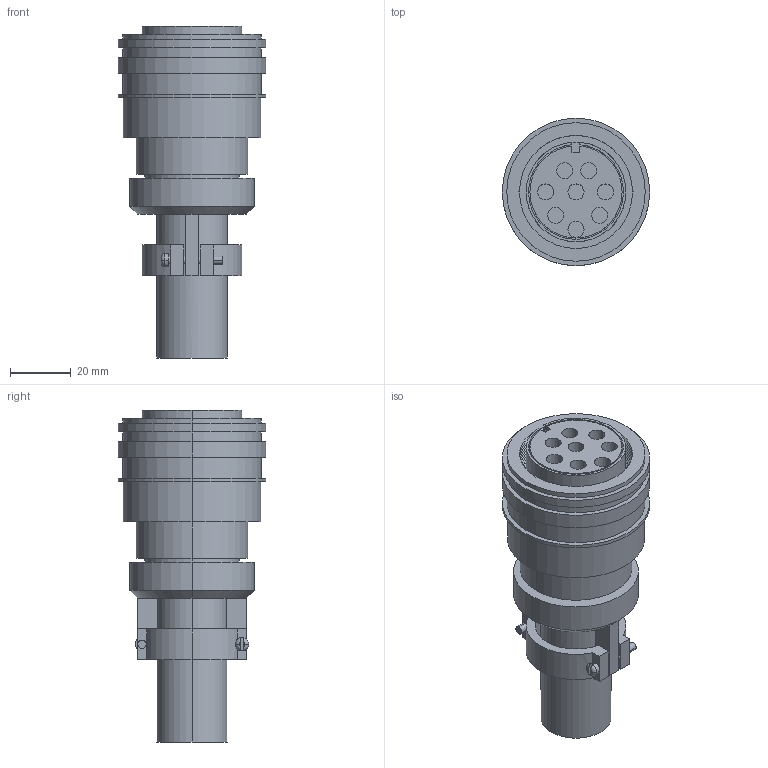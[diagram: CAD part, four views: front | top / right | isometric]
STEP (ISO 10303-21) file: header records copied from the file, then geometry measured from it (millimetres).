
FILE_DESCRIPTION (( 'STEP AP203' ), '1' );
FILE_NAME ('A0132-1-CN.STEP', '2016-07-14T12:44:45', ( '' ), ( '' ), 'SwSTEP 2.0', 'SolidWorks 2016', '' );
FILE_SCHEMA (( 'CONFIG_CONTROL_DESIGN' ));
Length unit declared in the file: inch
Products named in the file (1): A0132-1-CN
Bounding box: 48.51 x 48.51 x 109.22 mm (x, y, z)
Volume: 95537.2 mm3; surface area: 34474 mm2
Topology: 1 solids, 1 shells, 211 faces, 472 edges, 292 vertices
Faces by surface type: cylinder 76, plane 71, cone 58, torus 6
Entity records: 6075 total; most frequent: DIRECTION 1122, CARTESIAN_POINT 1099, ORIENTED_EDGE 944, EDGE_CURVE 472, AXIS2_PLACEMENT_3D 449, VERTEX_POINT 292, EDGE_LOOP 248, CIRCLE 237
